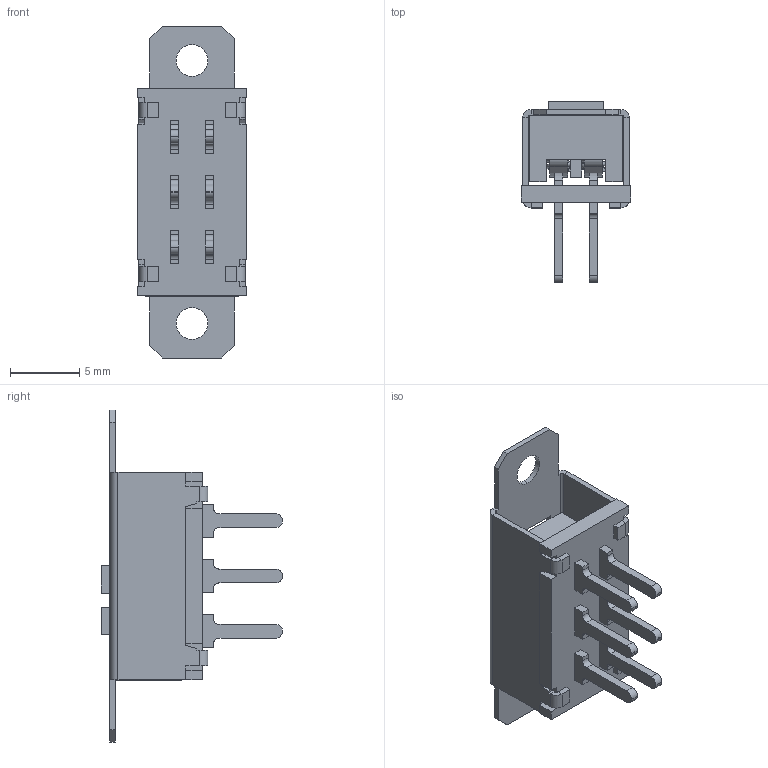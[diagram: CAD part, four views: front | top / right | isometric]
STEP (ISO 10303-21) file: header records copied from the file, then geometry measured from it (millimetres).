
FILE_DESCRIPTION (( 'STEP AP214' ), '1' );
FILE_NAME ('User Library-chave_mini_H-H_127_220V.STEP', '2013-08-18T15:23:58', ( 'Windows User' ), ( '' ), 'SwSTEP 2.0', 'SolidWorks 2013', '' );
FILE_SCHEMA (( 'AUTOMOTIVE_DESIGN' ));
Length unit declared in the file: millimetre
Products named in the file (6): User Library-chave_mini_H-H_127_220V_chave_mini_H-H_127_220V_contato_Valor predeterminado; User Library-chave_mini_H-H_127_220V_chave_mini_H-H_127_220V_mola_Valor predeterminado; User Library-chave_mini_H-H_127_220V_chave_mini_H-H_127_220V_botao_voltagem_Valor predeterminado; User Library-chave_mini_H-H_127_220V_chave_mini_H-H_127_220V_base_6_pinos_PCB_Valor predeterminado; User Library-chave_mini_H-H_127_220V_chave_mini_H-H_127_220V_corpo_com_abas_Valor predeterminado; User Library-chave_mini_H-H_127_220V
Assembly tree (7 placements, depth 2):
  User Library-chave_mini_H-H_127_220V
    User Library-chave_mini_H-H_127_220V_chave_mini_H-H_127_220V_corpo_com_abas_Valor predeterminado
    User Library-chave_mini_H-H_127_220V_chave_mini_H-H_127_220V_base_6_pinos_PCB_Valor predeterminado
    User Library-chave_mini_H-H_127_220V_chave_mini_H-H_127_220V_botao_voltagem_Valor predeterminado
    User Library-chave_mini_H-H_127_220V_chave_mini_H-H_127_220V_mola_Valor predeterminado  x2
    User Library-chave_mini_H-H_127_220V_chave_mini_H-H_127_220V_contato_Valor predeterminado  x2
Bounding box: 7.9 x 13.1 x 24 mm (x, y, z)
Volume: 574 mm3; surface area: 1692.7 mm2
Topology: 7 solids, 7 shells, 390 faces, 1017 edges, 662 vertices
Faces by surface type: plane 291, cylinder 68, bspline 31
Entity records: 17759 total; most frequent: CARTESIAN_POINT 6118, ORIENTED_EDGE 1950, DIRECTION 1753, EDGE_CURVE 975, LINE 775, VECTOR 775, VERTEX_POINT 634, AXIS2_PLACEMENT_3D 489
